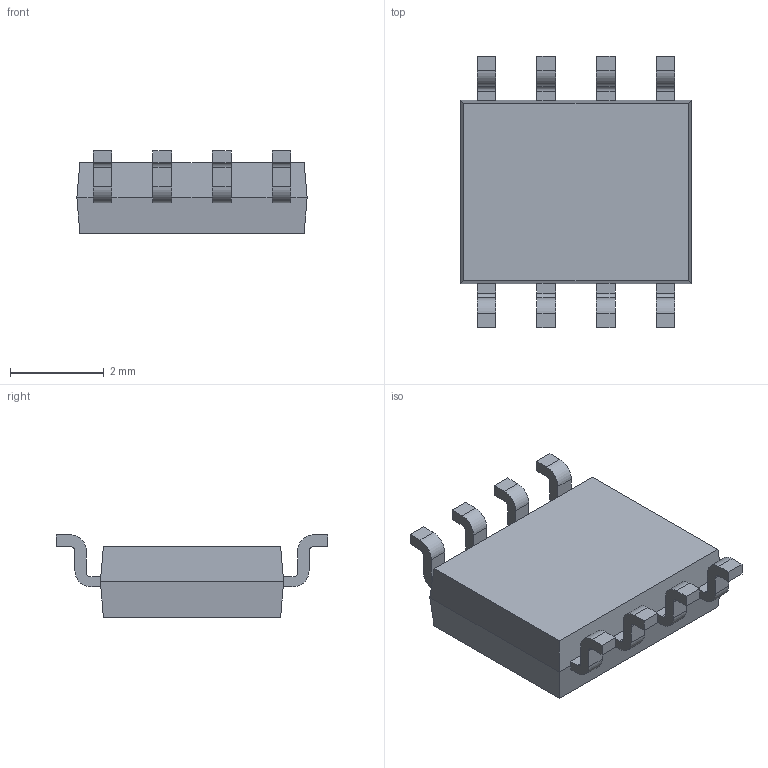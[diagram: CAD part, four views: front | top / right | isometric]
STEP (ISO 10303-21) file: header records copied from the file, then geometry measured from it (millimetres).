
FILE_DESCRIPTION(/* description */ ('MICROCONTROLADOR PROGRAMADO PARA CAJA UNIVERSAL'),/* implementation_level */ '2;1');
FILE_NAME(/* name */ 'SN7517AD.stp',/* time_stamp */ '2020-12-03T13:32:47-03:00',/* author */ ('laguerre'),/* organization */ (''),/* preprocessor_version */ 'ST-DEVELOPER v17',/* originating_system */ 'Autodesk Inventor 2018',/* authorisation */ '');
FILE_SCHEMA (('AUTOMOTIVE_DESIGN { 1 0 10303 214 3 1 1 }'));
Length unit declared in the file: millimetre
Products named in the file (1): SN7517AD
Bounding box: 4.9 x 5.78 x 1.75 mm (x, y, z)
Volume: 29 mm3; surface area: 79.1 mm2
Topology: 1 solids, 1 shells, 231 faces, 653 edges, 434 vertices
Faces by surface type: plane 150, bspline 49, cylinder 32
Entity records: 8093 total; most frequent: CARTESIAN_POINT 2104, ORIENTED_EDGE 1306, DIRECTION 985, EDGE_CURVE 653, LINE 491, VECTOR 491, VERTEX_POINT 434, AXIS2_PLACEMENT_3D 247
